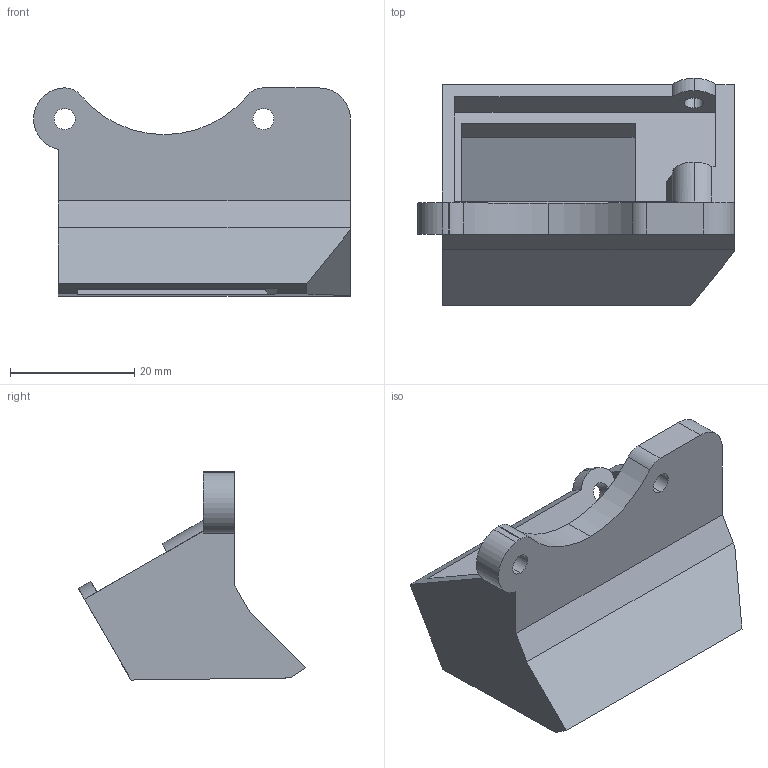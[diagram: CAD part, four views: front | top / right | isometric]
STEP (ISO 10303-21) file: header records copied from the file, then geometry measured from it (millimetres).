
FILE_DESCRIPTION (( 'STEP AP214' ), '1' );
FILE_NAME ('4020 Right Fan Duct.STEP', '2021-11-30T15:04:04', ( '' ), ( '' ), 'SwSTEP 2.0', 'SolidWorks 2021', '' );
FILE_SCHEMA (( 'AUTOMOTIVE_DESIGN' ));
Length unit declared in the file: millimetre
Products named in the file (1): 4020 Right Fan Duct
Bounding box: 51 x 36.58 x 33.5 mm (x, y, z)
Volume: 14543.4 mm3; surface area: 8156.7 mm2
Topology: 1 solids, 1 shells, 56 faces, 157 edges, 103 vertices
Faces by surface type: plane 33, cylinder 19, cone 4
Entity records: 1852 total; most frequent: CARTESIAN_POINT 323, ORIENTED_EDGE 314, DIRECTION 310, EDGE_CURVE 157, LINE 114, VECTOR 114, VERTEX_POINT 103, AXIS2_PLACEMENT_3D 98
